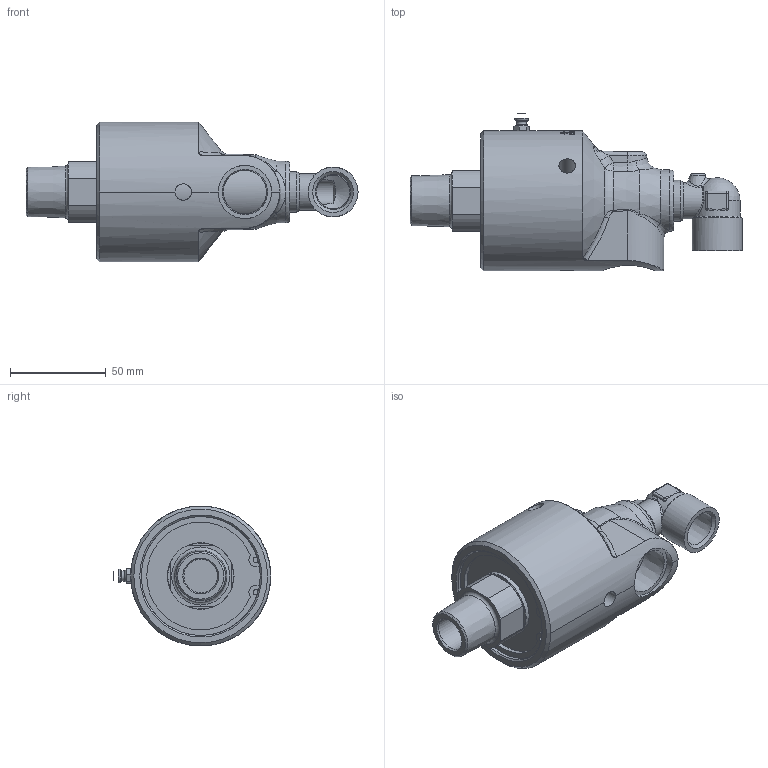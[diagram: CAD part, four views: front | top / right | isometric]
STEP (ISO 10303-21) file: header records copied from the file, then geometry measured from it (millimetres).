
FILE_DESCRIPTION(/* description */ (''),/* implementation_level */ '2;1');
FILE_NAME(/* name */ '257-000-020075-IC.stp',/* time_stamp */ '2020-06-04T09:01:42-05:00',/* author */ ('GALINDOLM'),/* organization */ (''),/* preprocessor_version */ 'ST-DEVELOPER v18',/* originating_system */ 'Autodesk Inventor 2020',/* authorisation */ '');
FILE_SCHEMA (('AUTOMOTIVE_DESIGN { 1 0 10303 214 3 1 1 }'));
Length unit declared in the file: millimetre
Products named in the file (1): 257-000-020075
Bounding box: 173.22 x 82.13 x 73 mm (x, y, z)
Volume: 314399.5 mm3; surface area: 45671.1 mm2
Topology: 1 solids, 1 shells, 531 faces, 1406 edges, 911 vertices
Faces by surface type: bspline 257, plane 125, cylinder 92, cone 36, sphere 11, torus 10
Full cylindrical faces by diameter (mm): 2.794 x2, 8.6 x3, 12.7 x1, 16.681 x1, 17.475 x1, 17.5 x1, 19 x1, 22.631 x1, 26 x1, 27.8 x1, 34.8 x1, 62.05 x1
Entity records: 28604 total; most frequent: CARTESIAN_POINT 16766, ORIENTED_EDGE 2794, DIRECTION 1713, EDGE_CURVE 1397, VERTEX_POINT 911, AXIS2_PLACEMENT_3D 633, EDGE_LOOP 578, B_SPLINE_CURVE_WITH_KNOTS 572
